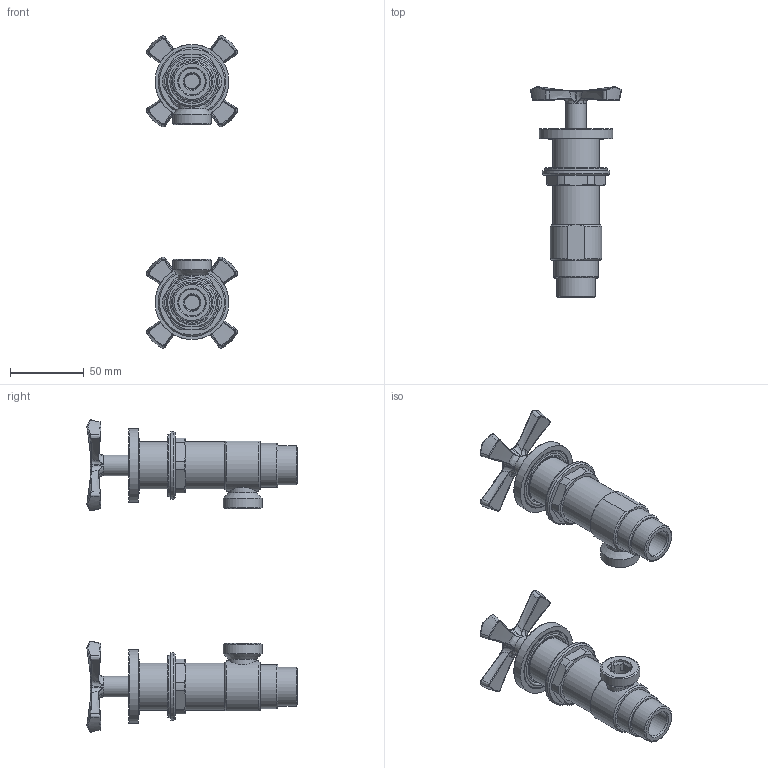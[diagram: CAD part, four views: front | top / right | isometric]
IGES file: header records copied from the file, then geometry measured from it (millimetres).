
Global section: file name: AGM83.A003 - RIV34 - Panel Side Valves; native system: Autodesk Inventor 2016; preprocessor: unknown; author: J.Rodrigues; date: 20210316.143711; units: millimetre
Bounding box: 61.8 x 142.61 x 211.8 mm (x, y, z)
Volume: 175542.2 mm3; surface area: 124494.9 mm2
Topology: 34 solids, 34 shells, 1510 faces, 3926 edges, 2548 vertices
Faces by surface type: plane 608, revolution 312, bspline 304, cylinder 152, cone 134
Full cylindrical faces by diameter (mm): 3 x2, 6 x2, 7 x2, 8.8 x2, 10 x2, 10.3 x4, 11.8 x8, 13 x2, 14 x6, 14.5 x2, 14.6 x2, 16 x2, 18.45 x2, 18.7 x2, 19 x2, 19.8 x2, 21 x2, 21.2 x2, 21.5 x4, 21.69 x2, 22 x4, 23.5 x2, 23.8 x2, 24 x2, 26.441 x6, 29 x2, 30 x2, 32 x2, 34.4 x2, 42.5 x2
